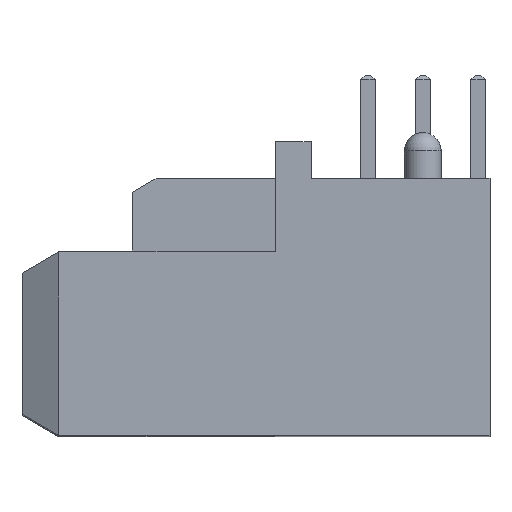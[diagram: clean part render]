
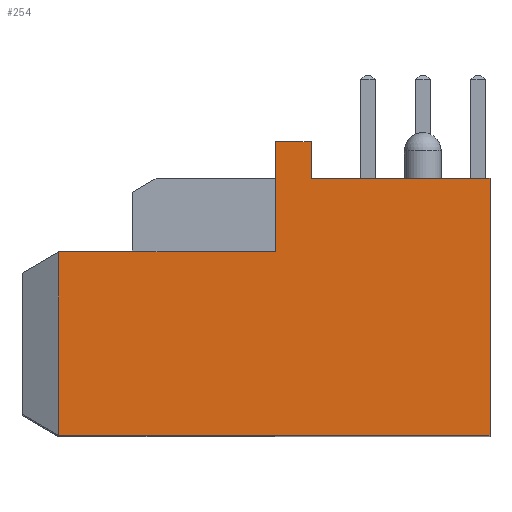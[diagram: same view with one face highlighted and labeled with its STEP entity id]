
A CAD part, top view. The second image highlights one B-rep face of the part: STEP entity #254.
In plain terms, the highlighted face is planar.
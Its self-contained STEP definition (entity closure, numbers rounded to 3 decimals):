
#254 = ADVANCED_FACE( '', ( #975 ), #976, .F. );
#975 = FACE_OUTER_BOUND( '', #2248, .T. );
#976 = PLANE( '', #2249 );
#2248 = EDGE_LOOP( '', ( #4132, #4133, #4134, #4135, #4136, #4137, #4138, #4139 ) );
#2249 = AXIS2_PLACEMENT_3D( '', #4140, #4141, #4142 );
#4132 = ORIENTED_EDGE( '', *, *, #8886, .F. );
#4133 = ORIENTED_EDGE( '', *, *, #9084, .F. );
#4134 = ORIENTED_EDGE( '', *, *, #8953, .F. );
#4135 = ORIENTED_EDGE( '', *, *, #9085, .T. );
#4136 = ORIENTED_EDGE( '', *, *, #9002, .T. );
#4137 = ORIENTED_EDGE( '', *, *, #8721, .F. );
#4138 = ORIENTED_EDGE( '', *, *, #8958, .F. );
#4139 = ORIENTED_EDGE( '', *, *, #9083, .F. );
#4140 = CARTESIAN_POINT( '', ( -11., 4., 12.745 ) );
#4141 = DIRECTION( '', ( 1., 0., 0. ) );
#4142 = DIRECTION( '', ( 0., 0., -1. ) );
#8721 = EDGE_CURVE( '', #10469, #10471, #10472, .T. );
#8886 = EDGE_CURVE( '', #10770, #10725, #10772, .T. );
#8953 = EDGE_CURVE( '', #10886, #10888, #10889, .T. );
#8958 = EDGE_CURVE( '', #10894, #10469, #10896, .T. );
#9002 = EDGE_CURVE( '', #10962, #10471, #10963, .T. );
#9083 = EDGE_CURVE( '', #10725, #10894, #11101, .T. );
#9084 = EDGE_CURVE( '', #10888, #10770, #11102, .T. );
#9085 = EDGE_CURVE( '', #10886, #10962, #11103, .T. );
#10469 = VERTEX_POINT( '', #13339 );
#10471 = VERTEX_POINT( '', #13342 );
#10472 = LINE( '', #13343, #13344 );
#10725 = VERTEX_POINT( '', #13738 );
#10770 = VERTEX_POINT( '', #13805 );
#10772 = LINE( '', #13808, #13809 );
#10886 = VERTEX_POINT( '', #13988 );
#10888 = VERTEX_POINT( '', #13991 );
#10889 = LINE( '', #13992, #13993 );
#10894 = VERTEX_POINT( '', #14001 );
#10896 = LINE( '', #14004, #14005 );
#10962 = VERTEX_POINT( '', #14114 );
#10963 = LINE( '', #14115, #14116 );
#11101 = LINE( '', #14334, #14335 );
#11102 = LINE( '', #14336, #14337 );
#11103 = LINE( '', #14338, #14339 );
#13339 = CARTESIAN_POINT( '', ( -11., -3., 4.87 ) );
#13342 = CARTESIAN_POINT( '', ( -11., -3., 0. ) );
#13343 = CARTESIAN_POINT( '', ( -11., -3., 4.87 ) );
#13344 = VECTOR( '', #17719, 1000. );
#13738 = CARTESIAN_POINT( '', ( -11., -4., 5.846 ) );
#13805 = CARTESIAN_POINT( '', ( -11., -1., 5.846 ) );
#13808 = CARTESIAN_POINT( '', ( -11., -1., 5.846 ) );
#13809 = VECTOR( '', #17884, 1000. );
#13988 = CARTESIAN_POINT( '', ( -11., 4., 11.745 ) );
#13991 = CARTESIAN_POINT( '', ( -11., -1., 11.745 ) );
#13992 = CARTESIAN_POINT( '', ( -11., 4., 11.745 ) );
#13993 = VECTOR( '', #17951, 1000. );
#14001 = CARTESIAN_POINT( '', ( -11., -4., 4.87 ) );
#14004 = CARTESIAN_POINT( '', ( -11., -4., 4.87 ) );
#14005 = VECTOR( '', #17956, 1000. );
#14114 = CARTESIAN_POINT( '', ( -11., 4., 0. ) );
#14115 = CARTESIAN_POINT( '', ( -11., 4., 0. ) );
#14116 = VECTOR( '', #18000, 1000. );
#14334 = CARTESIAN_POINT( '', ( -11., -4., 12.745 ) );
#14335 = VECTOR( '', #18081, 1000. );
#14336 = CARTESIAN_POINT( '', ( -11., -1., 11.745 ) );
#14337 = VECTOR( '', #18082, 1000. );
#14338 = CARTESIAN_POINT( '', ( -11., 4., 12.745 ) );
#14339 = VECTOR( '', #18083, 1000. );
#17719 = DIRECTION( '', ( 0., 0., -1. ) );
#17884 = DIRECTION( '', ( 0., -1., 0. ) );
#17951 = DIRECTION( '', ( 0., -1., 0. ) );
#17956 = DIRECTION( '', ( 0., 1., 0. ) );
#18000 = DIRECTION( '', ( 0., -1., 0. ) );
#18081 = DIRECTION( '', ( 0., 0., -1. ) );
#18082 = DIRECTION( '', ( 0., 0., -1. ) );
#18083 = DIRECTION( '', ( 0., 0., -1. ) );
